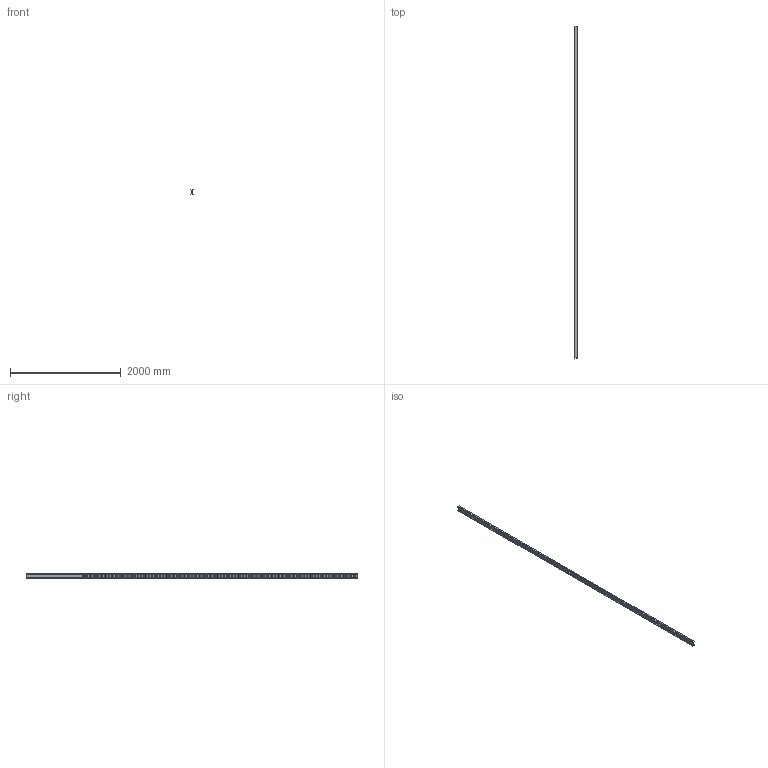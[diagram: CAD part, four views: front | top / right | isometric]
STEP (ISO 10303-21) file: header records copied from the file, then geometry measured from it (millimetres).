
FILE_DESCRIPTION((''),'2;1');
FILE_NAME('700217_PRT','2019-03-26T10:35:52',('tomasz.grudniewski'),(''),'CREO PARAMETRIC BY PTC INC, 2018500','CREO PARAMETRIC BY PTC INC, 2018500','');
FILE_SCHEMA(('CONFIG_CONTROL_DESIGN'));
Length unit declared in the file: millimetre
Products named in the file (1): 700217_PRT
Bounding box: 42 x 6000 x 80 mm (x, y, z)
Volume: 4023161.1 mm3; surface area: 1809641.6 mm2
Topology: 1 solids, 1 shells, 418 faces, 1248 edges, 832 vertices
Faces by surface type: plane 218, cylinder 200
Entity records: 14390 total; most frequent: CARTESIAN_POINT 2498, ORIENTED_EDGE 2496, DIRECTION 2484, EDGE_CURVE 1248, VECTOR 848, LINE 848, VERTEX_POINT 832, AXIS2_PLACEMENT_3D 818
